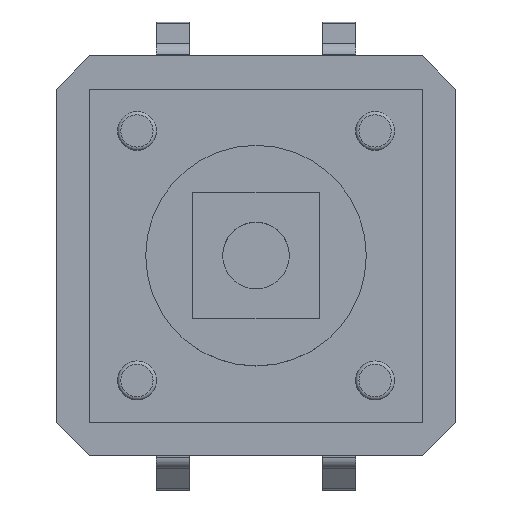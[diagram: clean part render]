
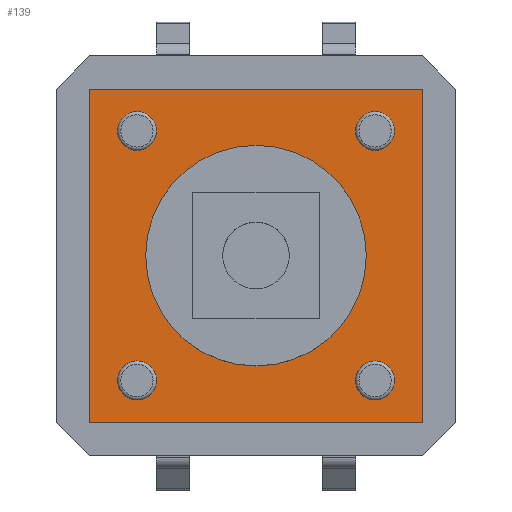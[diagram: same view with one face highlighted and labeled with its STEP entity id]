
A CAD part, top view. The second image highlights one B-rep face of the part: STEP entity #139.
In plain terms, the highlighted planar face has unit normal (0, 0, 1).
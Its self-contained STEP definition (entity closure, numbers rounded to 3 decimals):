
#139=ADVANCED_FACE('',(#1319),#1321,.T.);
#1319=FACE_BOUND('',#1320,.T.);
#1320=EDGE_LOOP('',(#2279,#2280,#2281,#2282));
#1321=PLANE('',#1322);
#1322=AXIS2_PLACEMENT_3D('',#1323,#1324,#1325);
#1323=CARTESIAN_POINT('',(0.,0.,0.));
#1324=DIRECTION('',(0.,-0.,1.));
#1325=DIRECTION('',(0.,1.,0.));
#2279=ORIENTED_EDGE('',*,*,#2873,.T.);
#2280=ORIENTED_EDGE('',*,*,#2877,.T.);
#2281=ORIENTED_EDGE('',*,*,#2880,.T.);
#2282=ORIENTED_EDGE('',*,*,#2882,.T.);
#2873=EDGE_CURVE('',#3180,#3178,#3181,.T.);
#2877=EDGE_CURVE('',#3178,#3185,#3187,.T.);
#2880=EDGE_CURVE('',#3185,#3190,#3192,.T.);
#2882=EDGE_CURVE('',#3190,#3180,#3194,.T.);
#3178=VERTEX_POINT('',#3692);
#3180=VERTEX_POINT('',#3696);
#3181=LINE('',#3697,#3698);
#3185=VERTEX_POINT('',#3707);
#3187=LINE('',#3711,#3712);
#3190=VERTEX_POINT('',#3718);
#3192=LINE('',#3722,#3723);
#3194=LINE('',#3728,#3729);
#3692=CARTESIAN_POINT('',(-5.,5.,0.));
#3696=CARTESIAN_POINT('',(5.,5.,0.));
#3697=CARTESIAN_POINT('',(5.,5.,0.));
#3698=VECTOR('',#3699,1.);
#3699=DIRECTION('',(-1.,0.,0.));
#3707=CARTESIAN_POINT('',(-5.,-5.,0.));
#3711=CARTESIAN_POINT('',(-5.,5.,0.));
#3712=VECTOR('',#3713,1.);
#3713=DIRECTION('',(0.,-1.,0.));
#3718=CARTESIAN_POINT('',(5.,-5.,0.));
#3722=CARTESIAN_POINT('',(-5.,-5.,0.));
#3723=VECTOR('',#3724,1.);
#3724=DIRECTION('',(1.,0.,0.));
#3728=CARTESIAN_POINT('',(5.,-5.,0.));
#3729=VECTOR('',#3730,1.);
#3730=DIRECTION('',(0.,1.,0.));
